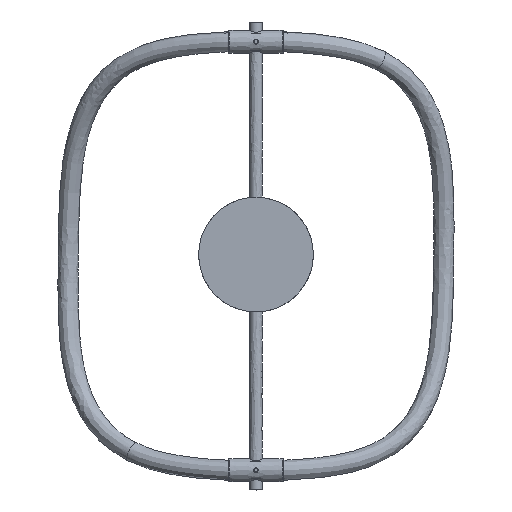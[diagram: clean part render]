
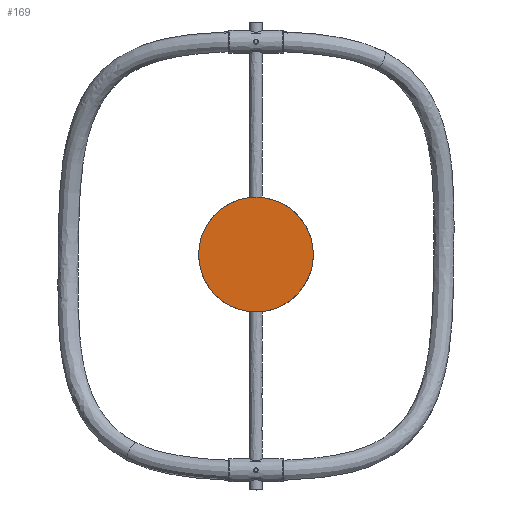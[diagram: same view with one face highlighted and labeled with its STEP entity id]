
A CAD part, top view. The second image highlights one B-rep face of the part: STEP entity #169.
In plain terms, the highlighted planar face has unit normal (0, 0, 1).
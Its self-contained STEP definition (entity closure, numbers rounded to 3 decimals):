
#169=ADVANCED_FACE('',(#261),#1204,.T.);
#261=FACE_OUTER_BOUND('',#366,.T.);
#366=EDGE_LOOP('',(#708));
#708=ORIENTED_EDGE('',*,*,#891,.F.);
#891=EDGE_CURVE('',#1169,#1169,#1065,.T.);
#1065=(
BOUNDED_CURVE()
B_SPLINE_CURVE(2,(#5389,#5390,#5391,#5392,#5393,#5394,#5395,#5396,#5397,
#5398,#5399),.UNSPECIFIED.,.T.,.F.)
B_SPLINE_CURVE_WITH_KNOTS((3,2,2,2,2,3),(0.,114.161,228.323,
342.484,456.645,461.814),.UNSPECIFIED.)
CURVE()
GEOMETRIC_REPRESENTATION_ITEM()
RATIONAL_B_SPLINE_CURVE((1.,0.713,1.,0.713,1.,0.713,
1.,0.713,1.,0.999,1.))
REPRESENTATION_ITEM('')
);
#1169=VERTEX_POINT('',#5363);
#1204=PLANE('',#1316);
#1316=AXIS2_PLACEMENT_3D('',#5314,#1354,$);
#1354=DIRECTION('',(0.,0.,1.));
#5314=CARTESIAN_POINT('',(-80.052,80.052,0.));
#5363=CARTESIAN_POINT('',(0.,73.5,0.));
#5389=CARTESIAN_POINT('',(0.,73.5,0.));
#5390=CARTESIAN_POINT('',(72.219,73.5,0.));
#5391=CARTESIAN_POINT('',(73.489,1.292,0.));
#5392=CARTESIAN_POINT('',(74.758,-70.916,0.));
#5393=CARTESIAN_POINT('',(2.584,-73.455,0.));
#5394=CARTESIAN_POINT('',(-69.591,-75.993,0.));
#5395=CARTESIAN_POINT('',(-73.398,-3.875,0.));
#5396=CARTESIAN_POINT('',(-77.205,68.244,0.));
#5397=CARTESIAN_POINT('',(-5.164,73.318,0.));
#5398=CARTESIAN_POINT('',(-2.585,73.5,0.));
#5399=CARTESIAN_POINT('',(0.,73.5,0.));
